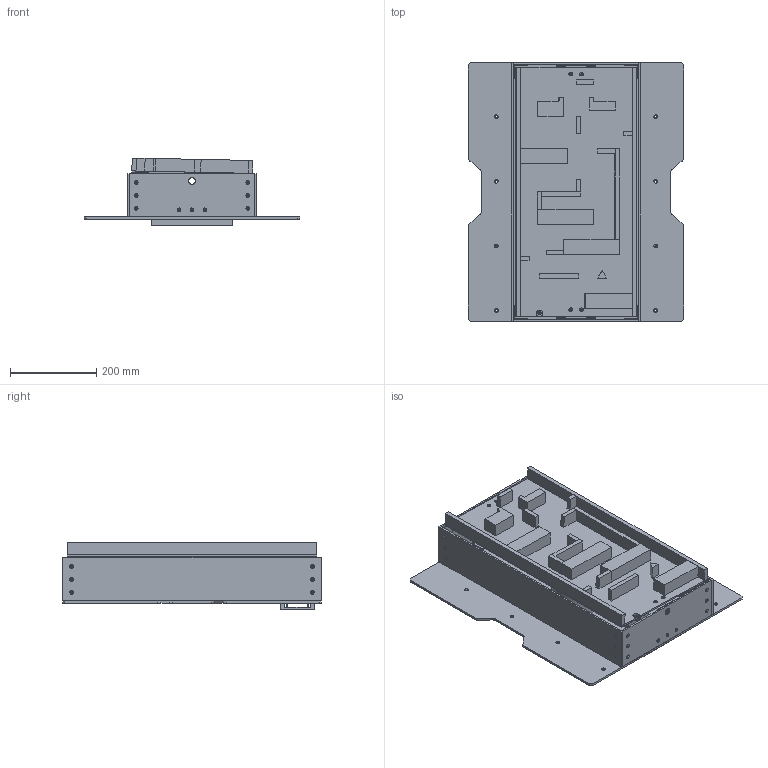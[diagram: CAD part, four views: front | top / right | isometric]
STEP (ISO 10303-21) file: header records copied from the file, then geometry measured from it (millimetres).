
FILE_DESCRIPTION (( 'STEP AP203' ), '1' );
FILE_NAME ('quadro 2.STEP', '2015-06-26T10:07:12', ( '' ), ( '' ), 'SwSTEP 2.0', 'SolidWorks 2013', '' );
FILE_SCHEMA (( 'CONFIG_CONTROL_DESIGN' ));
Length unit declared in the file: millimetre
Products named in the file (24): 1; pezzo4; 2; pezzo 7 LABIRINTO; Assieme pannello per labirinto; molla; pezzo 6 LABIRNITO; pezzo1 LABIRINTO; supporto lamelle; pezzo 8 LABIRINTO; pezzo 2 LABIRINTO; lamella; infrarossi; pezzo 3 LABIRINTO; ANGOLARE LUNGO; quadro 2 labirinto; pezzo 4 LABIRINTO; 3; 2.2; pezzo 5 LABIRINTO; 2.1; quadro 2; 2.4; pezzo 10
Assembly tree (48 placements, depth 4):
  quadro 2
    2.1
    quadro 2 labirinto
      Assieme pannello per labirinto
        1
        2  x2
      pezzo1 LABIRINTO  x5
      pezzo 2 LABIRINTO
      pezzo 3 LABIRINTO
      pezzo 4 LABIRINTO  x2
      pezzo 5 LABIRINTO  x2
      pezzo 10
      pezzo4
      pezzo 7 LABIRINTO  x2
      pezzo 6 LABIRNITO  x2
      pezzo 8 LABIRINTO
      infrarossi  x2
    2.2  x2
    2.4  x2
    molla  x2
    supporto lamelle
    lamella  x7
    ANGOLARE LUNGO  x6
    3  x2
Bounding box: 500 x 600 x 157.84 mm (x, y, z)
Volume: 5500173.2 mm3; surface area: 1791182.7 mm2
Topology: 46 solids, 46 shells, 767 faces, 1906 edges, 1236 vertices
Faces by surface type: plane 384, cylinder 279, cone 104
Entity records: 16386 total; most frequent: DIRECTION 2414, CARTESIAN_POINT 2230, ORIENTED_EDGE 2132, EDGE_CURVE 1066, AXIS2_PLACEMENT_3D 870, VERTEX_POINT 686, VECTOR 674, LINE 674
